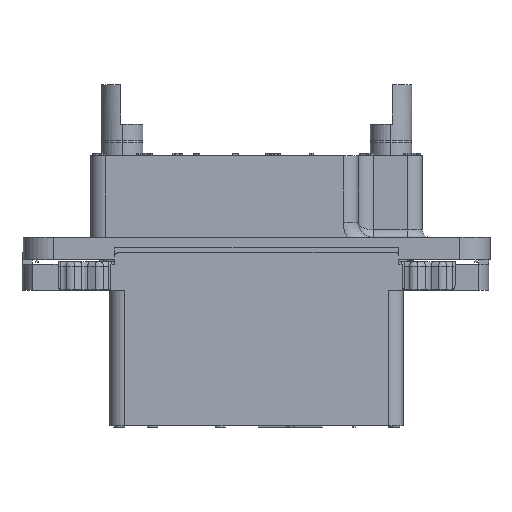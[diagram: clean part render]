
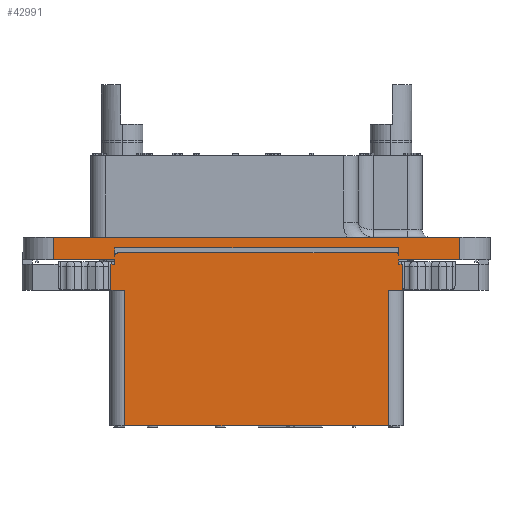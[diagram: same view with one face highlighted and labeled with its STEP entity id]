
A CAD part, front view. The second image highlights one B-rep face of the part: STEP entity #42991.
In plain terms, the highlighted planar face has unit normal (0, -1, 0).
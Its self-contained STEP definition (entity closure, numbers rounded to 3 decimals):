
#37=DIRECTION('',(1.,0.,0.));
#38=VECTOR('',#37,35.);
#39=CARTESIAN_POINT('',(-17.5,-14.75,-18.));
#40=LINE('',#39,#38);
#1881=DIRECTION('',(0.,0.,-1.));
#1882=VECTOR('',#1881,18.);
#1883=CARTESIAN_POINT('',(17.5,-14.75,0.));
#1884=LINE('',#1883,#1882);
#1890=DIRECTION('',(1.,0.,0.));
#1891=VECTOR('',#1890,1.85);
#1892=CARTESIAN_POINT('',(17.5,-14.75,0.));
#1893=LINE('',#1892,#1891);
#1947=DIRECTION('',(0.,0.,1.));
#1948=VECTOR('',#1947,0.55);
#1949=CARTESIAN_POINT('',(-18.85,-14.75,3.5));
#1950=LINE('',#1949,#1948);
#1951=DIRECTION('',(0.,0.,-1.));
#1952=VECTOR('',#1951,3.);
#1953=CARTESIAN_POINT('',(-27.,-14.75,7.05));
#1954=LINE('',#1953,#1952);
#1955=DIRECTION('',(0.,0.,1.));
#1956=VECTOR('',#1955,3.5);
#1957=CARTESIAN_POINT('',(19.35,-14.75,0.));
#1958=LINE('',#1957,#1956);
#1959=DIRECTION('',(0.,0.,-1.));
#1960=VECTOR('',#1959,18.);
#1961=CARTESIAN_POINT('',(-17.5,-14.75,0.));
#1962=LINE('',#1961,#1960);
#1963=DIRECTION('',(0.,0.,1.));
#1964=VECTOR('',#1963,3.5);
#1965=CARTESIAN_POINT('',(-19.35,-14.75,0.));
#1966=LINE('',#1965,#1964);
#1967=CARTESIAN_POINT('',(18.55,-14.75,4.7));
#1968=DIRECTION('',(0.,-1.,0.));
#1969=DIRECTION('',(1.,0.,0.));
#1970=AXIS2_PLACEMENT_3D('',#1967,#1968,#1969);
#1972=DIRECTION('',(0.,0.,1.));
#1973=VECTOR('',#1972,0.95);
#1974=CARTESIAN_POINT('',(18.85,-14.75,4.7));
#1975=LINE('',#1974,#1973);
#1976=DIRECTION('',(1.,0.,0.));
#1977=VECTOR('',#1976,37.7);
#1978=CARTESIAN_POINT('',(-18.85,-14.75,5.65));
#1979=LINE('',#1978,#1977);
#1980=DIRECTION('',(0.,0.,1.));
#1981=VECTOR('',#1980,1.15);
#1982=CARTESIAN_POINT('',(-18.85,-14.75,4.5));
#1983=LINE('',#1982,#1981);
#1984=CARTESIAN_POINT('',(-18.35,-14.75,4.5));
#1985=DIRECTION('',(0.,-1.,0.));
#1986=DIRECTION('',(0.,0.,1.));
#1987=AXIS2_PLACEMENT_3D('',#1984,#1985,#1986);
#2023=DIRECTION('',(1.,0.,0.));
#2024=VECTOR('',#2023,8.15);
#2025=CARTESIAN_POINT('',(-27.,-14.75,4.05));
#2026=LINE('',#2025,#2024);
#2027=DIRECTION('',(1.,0.,0.));
#2028=VECTOR('',#2027,8.15);
#2029=CARTESIAN_POINT('',(18.85,-14.75,4.05));
#2030=LINE('',#2029,#2028);
#2892=DIRECTION('',(1.,0.,0.));
#2893=VECTOR('',#2892,0.5);
#2894=CARTESIAN_POINT('',(18.85,-14.75,3.5));
#2895=LINE('',#2894,#2893);
#2908=DIRECTION('',(1.,0.,0.));
#2909=VECTOR('',#2908,0.5);
#2910=CARTESIAN_POINT('',(-19.35,-14.75,3.5));
#2911=LINE('',#2910,#2909);
#3804=DIRECTION('',(0.,0.,-1.));
#3805=VECTOR('',#3804,3.);
#3806=CARTESIAN_POINT('',(27.,-14.75,7.05));
#3807=LINE('',#3806,#3805);
#3831=DIRECTION('',(1.,0.,0.));
#3832=VECTOR('',#3831,54.);
#3833=CARTESIAN_POINT('',(-27.,-14.75,7.05));
#3834=LINE('',#3833,#3832);
#4865=DIRECTION('',(1.,0.,0.));
#4866=VECTOR('',#4865,1.85);
#4867=CARTESIAN_POINT('',(-19.35,-14.75,0.));
#4868=LINE('',#4867,#4866);
#28267=DIRECTION('',(0.,0.,1.));
#28268=VECTOR('',#28267,0.55);
#28269=CARTESIAN_POINT('',(18.85,-14.75,3.5));
#28270=LINE('',#28269,#28268);
#28707=DIRECTION('',(1.,0.,0.));
#28708=VECTOR('',#28707,36.9);
#28709=CARTESIAN_POINT('',(-18.35,-14.75,5.));
#28710=LINE('',#28709,#28708);
#32601=CARTESIAN_POINT('',(19.35,-14.75,0.));
#32602=VERTEX_POINT('',#32601);
#32603=CARTESIAN_POINT('',(-19.35,-14.75,0.));
#32605=VERTEX_POINT('',#32603);
#32613=CARTESIAN_POINT('',(19.35,-14.75,3.5));
#32614=VERTEX_POINT('',#32613);
#32615=CARTESIAN_POINT('',(-19.35,-14.75,3.5));
#32616=VERTEX_POINT('',#32615);
#32625=CARTESIAN_POINT('',(17.5,-14.75,-18.));
#32627=VERTEX_POINT('',#32625);
#32639=CARTESIAN_POINT('',(-17.5,-14.75,-18.));
#32640=VERTEX_POINT('',#32639);
#32641=CARTESIAN_POINT('',(17.5,-14.75,0.));
#32643=VERTEX_POINT('',#32641);
#32655=CARTESIAN_POINT('',(-17.5,-14.75,0.));
#32656=VERTEX_POINT('',#32655);
#33465=CARTESIAN_POINT('',(18.85,-14.75,3.5));
#33467=VERTEX_POINT('',#33465);
#33471=CARTESIAN_POINT('',(-18.85,-14.75,3.5));
#33472=VERTEX_POINT('',#33471);
#33497=CARTESIAN_POINT('',(-18.35,-14.75,5.));
#33498=CARTESIAN_POINT('',(18.55,-14.75,5.));
#33499=VERTEX_POINT('',#33497);
#33500=VERTEX_POINT('',#33498);
#34755=CARTESIAN_POINT('',(-27.,-14.75,7.05));
#34756=VERTEX_POINT('',#34755);
#34757=CARTESIAN_POINT('',(27.,-14.75,7.05));
#34758=VERTEX_POINT('',#34757);
#34775=CARTESIAN_POINT('',(-27.,-14.75,4.05));
#34776=VERTEX_POINT('',#34775);
#34777=CARTESIAN_POINT('',(27.,-14.75,4.05));
#34778=VERTEX_POINT('',#34777);
#35233=CARTESIAN_POINT('',(-18.85,-14.75,5.65));
#35234=CARTESIAN_POINT('',(18.85,-14.75,5.65));
#35235=VERTEX_POINT('',#35233);
#35236=VERTEX_POINT('',#35234);
#36101=CARTESIAN_POINT('',(18.85,-14.75,4.05));
#36103=VERTEX_POINT('',#36101);
#36107=CARTESIAN_POINT('',(-18.85,-14.75,4.05));
#36108=VERTEX_POINT('',#36107);
#36147=CARTESIAN_POINT('',(18.85,-14.75,4.7));
#36149=VERTEX_POINT('',#36147);
#36153=CARTESIAN_POINT('',(-18.85,-14.75,4.5));
#36155=VERTEX_POINT('',#36153);
#42941=CARTESIAN_POINT('',(-27.152,-14.75,0.));
#42942=DIRECTION('',(0.,-1.,0.));
#42943=DIRECTION('',(1.,0.,0.));
#42944=AXIS2_PLACEMENT_3D('',#42941,#42942,#42943);
#42945=PLANE('',#42944);
#42947=ORIENTED_EDGE('',*,*,#42946,.T.);
#42949=ORIENTED_EDGE('',*,*,#42948,.F.);
#42951=ORIENTED_EDGE('',*,*,#42950,.F.);
#42953=ORIENTED_EDGE('',*,*,#42952,.T.);
#42955=ORIENTED_EDGE('',*,*,#42954,.T.);
#42957=ORIENTED_EDGE('',*,*,#42956,.F.);
#42959=ORIENTED_EDGE('',*,*,#42958,.F.);
#42961=ORIENTED_EDGE('',*,*,#42960,.T.);
#42963=ORIENTED_EDGE('',*,*,#42962,.F.);
#42964=ORIENTED_EDGE('',*,*,#42910,.F.);
#42965=ORIENTED_EDGE('',*,*,#42899,.T.);
#42966=ORIENTED_EDGE('',*,*,#41895,.F.);
#42968=ORIENTED_EDGE('',*,*,#42967,.F.);
#42970=ORIENTED_EDGE('',*,*,#42969,.F.);
#42972=ORIENTED_EDGE('',*,*,#42971,.T.);
#42974=ORIENTED_EDGE('',*,*,#42973,.T.);
#42975=EDGE_LOOP('',(#42947,#42949,#42951,#42953,#42955,#42957,#42959,#42961,
#42963,#42964,#42965,#42966,#42968,#42970,#42972,#42974));
#42976=FACE_OUTER_BOUND('',#42975,.F.);
#42978=ORIENTED_EDGE('',*,*,#42977,.F.);
#42980=ORIENTED_EDGE('',*,*,#42979,.T.);
#42982=ORIENTED_EDGE('',*,*,#42981,.F.);
#42984=ORIENTED_EDGE('',*,*,#42983,.F.);
#42986=ORIENTED_EDGE('',*,*,#42985,.F.);
#42988=ORIENTED_EDGE('',*,*,#42987,.T.);
#42989=EDGE_LOOP('',(#42978,#42980,#42982,#42984,#42986,#42988));
#42990=FACE_BOUND('',#42989,.F.);
#42991=ADVANCED_FACE('',(#42976,#42990),#42945,.T.);
#1971=CIRCLE('',#1970,0.3);
#1988=CIRCLE('',#1987,0.5);
#41895=EDGE_CURVE('',#32640,#32627,#40,.T.);
#42899=EDGE_CURVE('',#32643,#32627,#1884,.T.);
#42910=EDGE_CURVE('',#32643,#32602,#1893,.T.);
#42946=EDGE_CURVE('',#33472,#36108,#1950,.T.);
#42948=EDGE_CURVE('',#34776,#36108,#2026,.T.);
#42950=EDGE_CURVE('',#34756,#34776,#1954,.T.);
#42952=EDGE_CURVE('',#34756,#34758,#3834,.T.);
#42954=EDGE_CURVE('',#34758,#34778,#3807,.T.);
#42956=EDGE_CURVE('',#36103,#34778,#2030,.T.);
#42958=EDGE_CURVE('',#33467,#36103,#28270,.T.);
#42960=EDGE_CURVE('',#33467,#32614,#2895,.T.);
#42962=EDGE_CURVE('',#32602,#32614,#1958,.T.);
#42967=EDGE_CURVE('',#32656,#32640,#1962,.T.);
#42969=EDGE_CURVE('',#32605,#32656,#4868,.T.);
#42971=EDGE_CURVE('',#32605,#32616,#1966,.T.);
#42973=EDGE_CURVE('',#32616,#33472,#2911,.T.);
#42977=EDGE_CURVE('',#36149,#33500,#1971,.T.);
#42979=EDGE_CURVE('',#36149,#35236,#1975,.T.);
#42981=EDGE_CURVE('',#35235,#35236,#1979,.T.);
#42983=EDGE_CURVE('',#36155,#35235,#1983,.T.);
#42985=EDGE_CURVE('',#33499,#36155,#1988,.T.);
#42987=EDGE_CURVE('',#33499,#33500,#28710,.T.);
